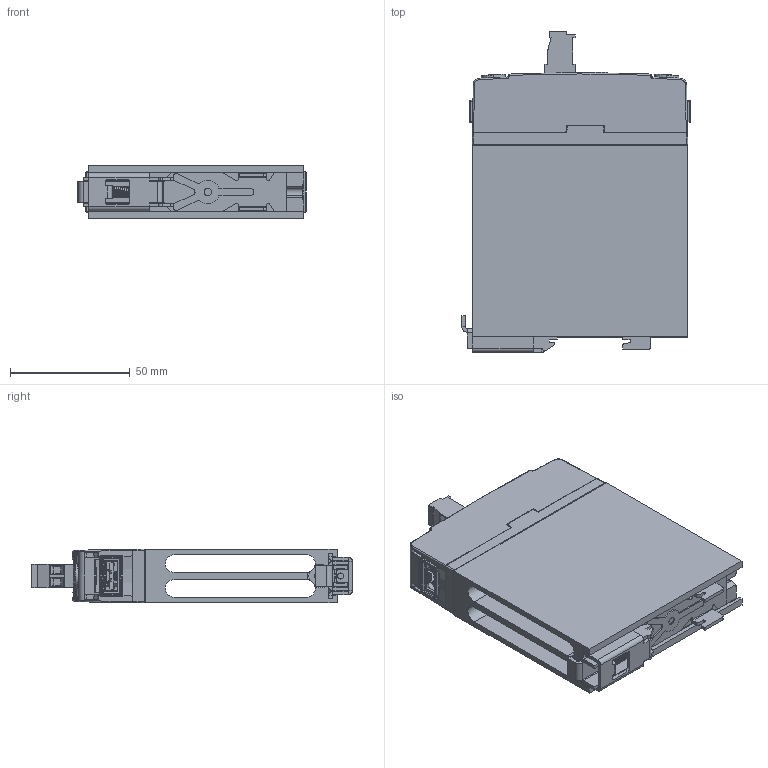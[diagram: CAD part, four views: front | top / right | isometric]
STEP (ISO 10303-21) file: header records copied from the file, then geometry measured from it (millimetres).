
FILE_DESCRIPTION (( 'STEP AP214' ), '1' );
FILE_NAME ('109901.STEP', '2015-08-24T19:19:27', ( 'test' ), ( '' ), 'SwSTEP 2.0', 'SolidWorks 2015', '' );
FILE_SCHEMA (( 'AUTOMOTIVE_DESIGN' ));
Length unit declared in the file: inch
Products named in the file (18): Top Cover 22.5MM_Contactor Telescopic Frontal Removal; 19275_Default<As Machined>; Shell 22.5MM contactor tooling_19276; 109901; Thermal pad 22.5mm; 8-32 Extractable Screw; 8-32_CAPTIVE_WASHER; Self_Extracting_8-32_Screw; CRYLOGO__small; c-0284040-02-c-3d_001; Plastic_Marking_Feature; Din Rail Spring; 423770; 19278; 19279_Boss tool; 19212 REV10_REV10; 06-501 Rev C_001; socket head cap screw_ai_HX-SHCS 0.164-32x0.375x0.375-N
Assembly tree (20 placements, depth 3):
  109901
    Shell 22.5MM contactor tooling_19276
    19275_Default<As Machined>  x2
    Top Cover 22.5MM_Contactor Telescopic Frontal Removal
    socket head cap screw_ai_HX-SHCS 0.164-32x0.375x0.375-N  x2
    06-501 Rev C_001
    19212 REV10_REV10
    423770
      19279_Boss tool
      19278
    Din Rail Spring
    Plastic_Marking_Feature
    c-0284040-02-c-3d_001
    CRYLOGO__small
    8-32 Extractable Screw  x2
      Self_Extracting_8-32_Screw
      8-32_CAPTIVE_WASHER
    Thermal pad 22.5mm
Bounding box: 95.22 x 133.83 x 22.5 mm (x, y, z)
Volume: 99866.6 mm3; surface area: 90591.8 mm2
Topology: 24 solids, 24 shells, 6696 faces, 16748 edges, 10498 vertices
Faces by surface type: plane 4273, cylinder 1124, bspline 648, sphere 302, cone 238, torus 111
Entity records: 174312 total; most frequent: CARTESIAN_POINT 62587, ORIENTED_EDGE 23918, DIRECTION 20486, EDGE_CURVE 11959, VECTOR 7684, LINE 7684, VERTEX_POINT 7472, AXIS2_PLACEMENT_3D 6401
